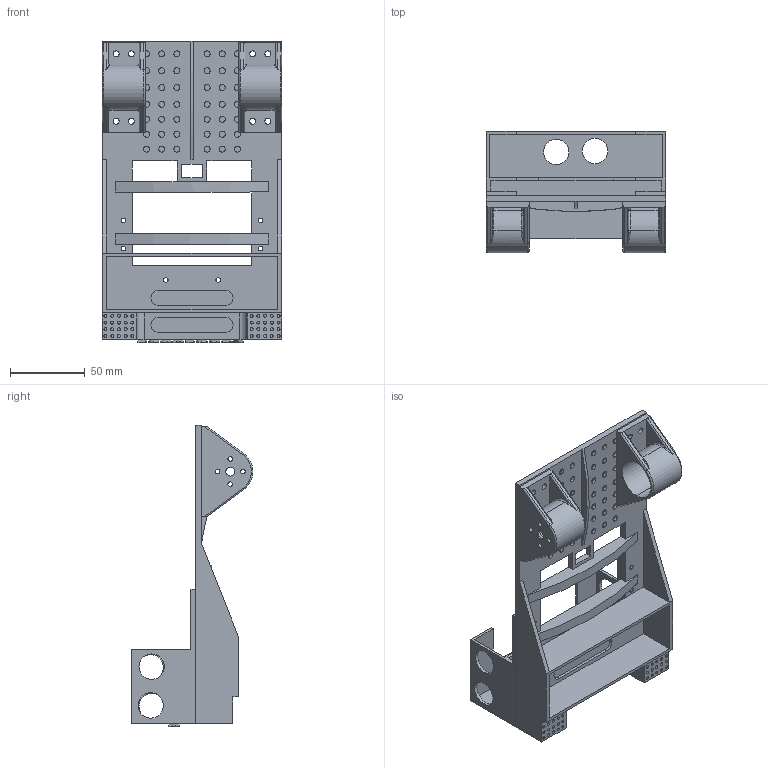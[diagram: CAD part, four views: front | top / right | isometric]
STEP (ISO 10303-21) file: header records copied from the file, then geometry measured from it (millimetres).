
FILE_DESCRIPTION (( 'STEP AP214' ), '1' );
FILE_NAME ('LFR Body.STEP', '2025-07-26T21:29:08', ( '' ), ( '' ), 'SwSTEP 2.0', 'SolidWorks 2023', '' );
FILE_SCHEMA (( 'AUTOMOTIVE_DESIGN' ));
Length unit declared in the file: millimetre
Products named in the file (4): Motor Hub; Chassis; LFR Body; Sonar setup
Assembly tree (4 placements, depth 2):
  LFR Body
    Motor Hub  x2
    Chassis
    Sonar setup
Bounding box: 120 x 81.35 x 202 mm (x, y, z)
Volume: 184276.2 mm3; surface area: 130907.7 mm2
Topology: 4 solids, 4 shells, 788 faces, 2003 edges, 1310 vertices
Faces by surface type: plane 361, cylinder 300, bspline 103, torus 24
Entity records: 25892 total; most frequent: CARTESIAN_POINT 8391, ORIENTED_EDGE 3650, DIRECTION 3415, EDGE_CURVE 1825, VERTEX_POINT 1204, AXIS2_PLACEMENT_3D 1172, VECTOR 1071, LINE 1071
